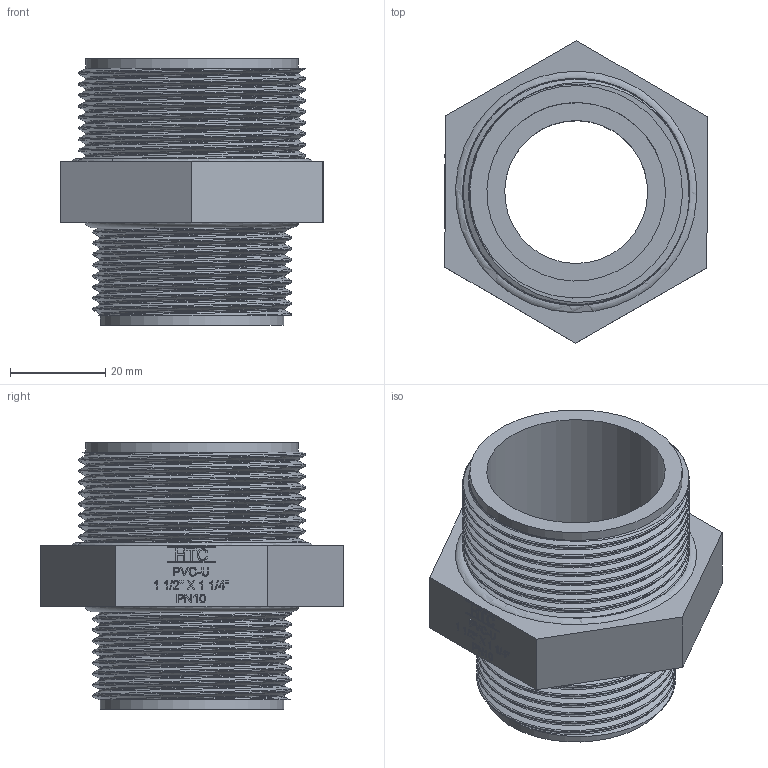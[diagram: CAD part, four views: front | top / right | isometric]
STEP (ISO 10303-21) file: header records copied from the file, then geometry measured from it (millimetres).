
FILE_DESCRIPTION(/* description */ (''),/* implementation_level */ '2;1');
FILE_NAME(/* name */ 'AF0205.050.040.step',/* time_stamp */ '2026-03-26T10:10:09+01:00',/* author */ (''),/* organization */ (''),/* preprocessor_version */ 'ST-DEVELOPER v20.1',/* originating_system */ 'Autodesk Translation Framework v14.24.0.0',/* authorisation */ '');
FILE_SCHEMA (('AUTOMOTIVE_DESIGN { 1 0 10303 214 3 1 1 }'));
Length unit declared in the file: millimetre
Products named in the file (1): 2026-03-26-08-27-20-431
Bounding box: 55.19 x 63.51 x 56 mm (x, y, z)
Volume: 47004.6 mm3; surface area: 21382.6 mm2
Topology: 1 solids, 1 shells, 382 faces, 1032 edges, 688 vertices
Faces by surface type: plane 208, bspline 149, cylinder 23, torus 2
Full cylindrical faces by diameter (mm): 30 x1, 37.5 x1, 38.53 x1, 38.952 x7, 44.623 x1, 44.845 x8
Entity records: 21797 total; most frequent: CARTESIAN_POINT 13247, ORIENTED_EDGE 2064, DIRECTION 1170, EDGE_CURVE 1032, VERTEX_POINT 688, LINE 662, VECTOR 662, EDGE_LOOP 420
